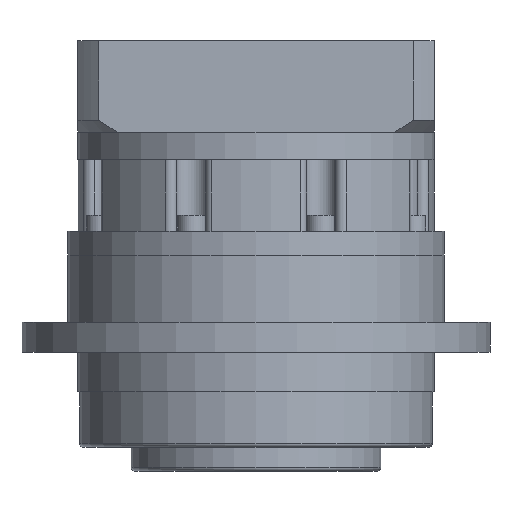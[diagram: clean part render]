
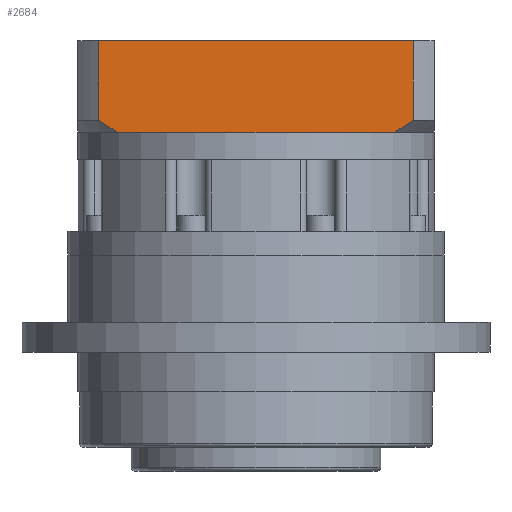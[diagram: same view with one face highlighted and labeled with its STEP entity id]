
A CAD part, front view. The second image highlights one B-rep face of the part: STEP entity #2684.
In plain terms, the highlighted planar face has unit normal (0, -1, 0).
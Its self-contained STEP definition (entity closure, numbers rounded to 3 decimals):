
#192 = VERTEX_POINT ( 'NONE', #9434 ) ;
#748 = LINE ( 'NONE', #7976, #7411 ) ;
#887 = EDGE_LOOP ( 'NONE', ( #6274, #6164, #3523, #10376, #5043, #7693, #7879 ) ) ;
#1423 = CARTESIAN_POINT ( 'NONE',  ( -39.686, -45., 78.5 ) ) ;
#1439 = EDGE_CURVE ( 'NONE', #192, #8821, #748, .T. ) ;
#2211 = FACE_OUTER_BOUND ( 'NONE', #887, .T. ) ;
#2425 = VECTOR ( 'NONE', #4987, 1000. ) ;
#2656 = VECTOR ( 'NONE', #3618, 1000. ) ;
#2684 = ADVANCED_FACE ( 'NONE', ( #2211 ), #6561, .F. ) ;
#2803 = VERTEX_POINT ( 'NONE', #1423 ) ;
#3148 = VECTOR ( 'NONE', #7336, 1000. ) ;
#3184 = VERTEX_POINT ( 'NONE', #3239 ) ;
#3239 = CARTESIAN_POINT ( 'NONE',  ( -39.686, -45., 58.5 ) ) ;
#3523 = ORIENTED_EDGE ( 'NONE', *, *, #8181, .F. ) ;
#3618 = DIRECTION ( 'NONE',  ( 0., 0., -1. ) ) ;
#3848 = CARTESIAN_POINT ( 'NONE',  ( -39.686, -45., 78.5 ) ) ;
#3925 = AXIS2_PLACEMENT_3D ( 'NONE', #10388, #9818, #8220 ) ;
#4164 = CARTESIAN_POINT ( 'NONE',  ( 39.686, -45., 58.5 ) ) ;
#4771 = B_SPLINE_CURVE_WITH_KNOTS ( 'NONE', 3,
 ( #7956, #7968, #7929, #7909 ),
 .UNSPECIFIED., .F., .F.,
 ( 4, 4 ),
 ( 0., 0.006 ),
 .UNSPECIFIED. ) ;
#4904 = CARTESIAN_POINT ( 'NONE',  ( -39.686, -45., 55.5 ) ) ;
#4987 = DIRECTION ( 'NONE',  ( 1., 0., 0. ) ) ;
#5043 = ORIENTED_EDGE ( 'NONE', *, *, #10771, .T. ) ;
#5228 = LINE ( 'NONE', #3848, #2656 ) ;
#5762 = CARTESIAN_POINT ( 'NONE',  ( 39.686, -45., 78.5 ) ) ;
#5836 = LINE ( 'NONE', #7454, #3148 ) ;
#6164 = ORIENTED_EDGE ( 'NONE', *, *, #8031, .T. ) ;
#6190 = LINE ( 'NONE', #9288, #10384 ) ;
#6274 = ORIENTED_EDGE ( 'NONE', *, *, #9488, .T. ) ;
#6561 = PLANE ( 'NONE',  #3925 ) ;
#6788 = B_SPLINE_CURVE_WITH_KNOTS ( 'NONE', 3,
 ( #9507, #9430, #9206, #9188 ),
 .UNSPECIFIED., .F., .F.,
 ( 4, 4 ),
 ( 0., 0.006 ),
 .UNSPECIFIED. ) ;
#7055 = VERTEX_POINT ( 'NONE', #9734 ) ;
#7336 = DIRECTION ( 'NONE',  ( 0., 0., -1. ) ) ;
#7411 = VECTOR ( 'NONE', #8556, 1000. ) ;
#7454 = CARTESIAN_POINT ( 'NONE',  ( 39.686, -45., 78.5 ) ) ;
#7489 = VERTEX_POINT ( 'NONE', #5762 ) ;
#7693 = ORIENTED_EDGE ( 'NONE', *, *, #8913, .T. ) ;
#7879 = ORIENTED_EDGE ( 'NONE', *, *, #1439, .T. ) ;
#7909 = CARTESIAN_POINT ( 'NONE',  ( -34.986, -45., 55.5 ) ) ;
#7929 = CARTESIAN_POINT ( 'NONE',  ( -36.57, -45., 56.472 ) ) ;
#7956 = CARTESIAN_POINT ( 'NONE',  ( -39.686, -45., 58.5 ) ) ;
#7968 = CARTESIAN_POINT ( 'NONE',  ( -38.136, -45., 57.474 ) ) ;
#7976 = CARTESIAN_POINT ( 'NONE',  ( -39.686, -45., 55.5 ) ) ;
#8031 = EDGE_CURVE ( 'NONE', #7055, #10740, #6788, .T. ) ;
#8181 = EDGE_CURVE ( 'NONE', #7489, #10740, #5836, .T. ) ;
#8220 = DIRECTION ( 'NONE',  ( 0., 0., 1. ) ) ;
#8348 = CARTESIAN_POINT ( 'NONE',  ( 0., -45., 55.5 ) ) ;
#8556 = DIRECTION ( 'NONE',  ( 1., 0., 0. ) ) ;
#8821 = VERTEX_POINT ( 'NONE', #8348 ) ;
#8913 = EDGE_CURVE ( 'NONE', #3184, #192, #4771, .T. ) ;
#8990 = LINE ( 'NONE', #4904, #2425 ) ;
#9188 = CARTESIAN_POINT ( 'NONE',  ( 39.686, -45., 58.5 ) ) ;
#9206 = CARTESIAN_POINT ( 'NONE',  ( 38.136, -45., 57.474 ) ) ;
#9276 = DIRECTION ( 'NONE',  ( 1., 0., 0. ) ) ;
#9288 = CARTESIAN_POINT ( 'NONE',  ( -39.686, -45., 78.5 ) ) ;
#9430 = CARTESIAN_POINT ( 'NONE',  ( 36.57, -45., 56.472 ) ) ;
#9434 = CARTESIAN_POINT ( 'NONE',  ( -34.986, -45., 55.5 ) ) ;
#9488 = EDGE_CURVE ( 'NONE', #8821, #7055, #8990, .T. ) ;
#9507 = CARTESIAN_POINT ( 'NONE',  ( 34.986, -45., 55.5 ) ) ;
#9734 = CARTESIAN_POINT ( 'NONE',  ( 34.986, -45., 55.5 ) ) ;
#9818 = DIRECTION ( 'NONE',  ( 0., 1., 0. ) ) ;
#10376 = ORIENTED_EDGE ( 'NONE', *, *, #10470, .F. ) ;
#10384 = VECTOR ( 'NONE', #9276, 1000. ) ;
#10388 = CARTESIAN_POINT ( 'NONE',  ( -39.686, -45., 78.5 ) ) ;
#10470 = EDGE_CURVE ( 'NONE', #2803, #7489, #6190, .T. ) ;
#10740 = VERTEX_POINT ( 'NONE', #4164 ) ;
#10771 = EDGE_CURVE ( 'NONE', #2803, #3184, #5228, .T. ) ;
